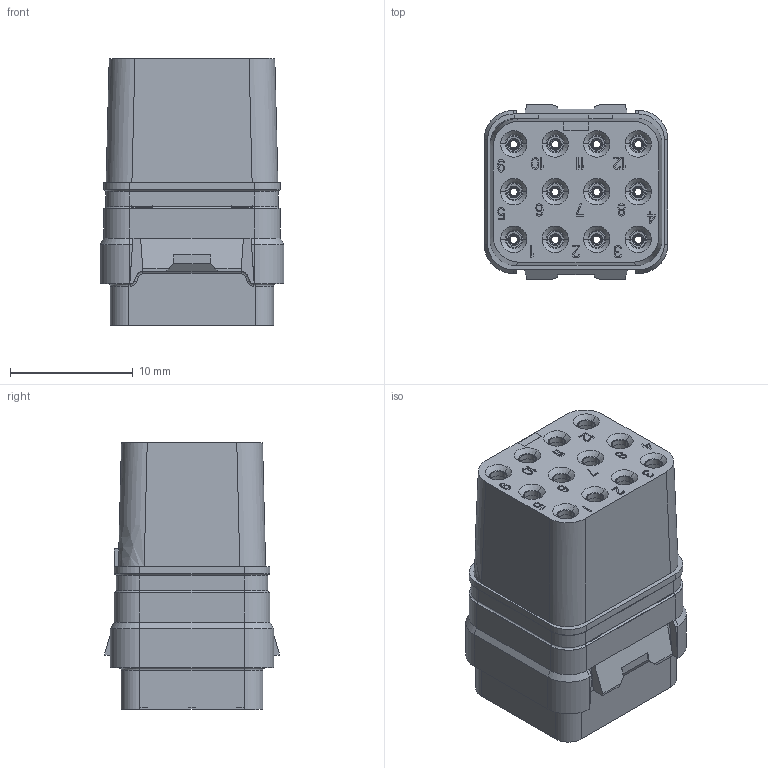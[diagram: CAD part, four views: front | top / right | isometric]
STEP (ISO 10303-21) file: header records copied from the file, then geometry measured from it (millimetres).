
FILE_DESCRIPTION((''),'2;1');
FILE_NAME('SIMM1220SB','2019-12-02T',('presta_be4'),(''),'CREO PARAMETRIC BY PTC INC, 2018360','CREO PARAMETRIC BY PTC INC, 2018360','');
FILE_SCHEMA(('CONFIG_CONTROL_DESIGN'));
Length unit declared in the file: millimetre
Products named in the file (1): SIMM1220SB
Bounding box: 15 x 14.2 x 21.77 mm (x, y, z)
Volume: 2137.6 mm3; surface area: 3732.8 mm2
Topology: 1 solids, 1 shells, 2040 faces, 5138 edges, 3212 vertices
Faces by surface type: plane 1206, cylinder 322, torus 308, cone 200, bspline 4
Entity records: 60779 total; most frequent: CARTESIAN_POINT 10751, DIRECTION 10558, ORIENTED_EDGE 10276, EDGE_CURVE 5138, VECTOR 3730, LINE 3730, AXIS2_PLACEMENT_3D 3414, VERTEX_POINT 3212
